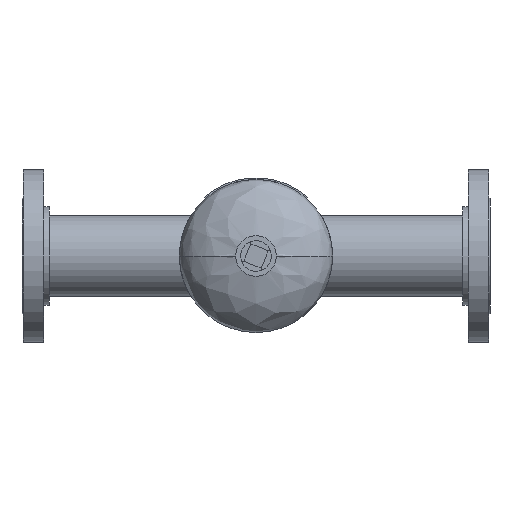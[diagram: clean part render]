
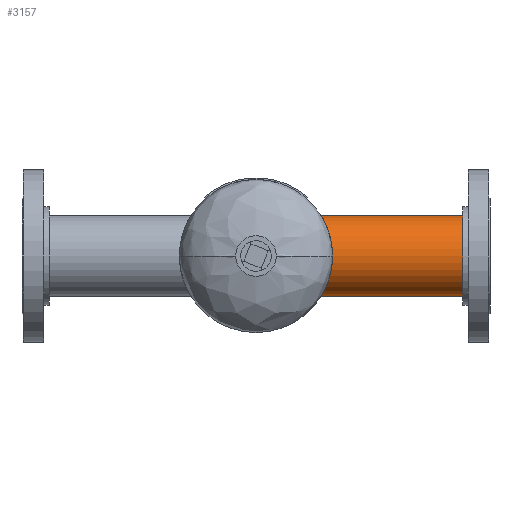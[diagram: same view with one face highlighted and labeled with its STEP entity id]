
A CAD part, front view. The second image highlights one B-rep face of the part: STEP entity #3157.
In plain terms, the highlighted cylindrical face has radius 44.45 mm (diameter 88.9 mm), a partial arc.
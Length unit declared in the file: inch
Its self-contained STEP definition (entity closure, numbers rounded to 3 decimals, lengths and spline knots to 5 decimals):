
#325 = VECTOR ( 'NONE', #2191, 39.37008 ) ;
#407 = ORIENTED_EDGE ( 'NONE', *, *, #5352, .T. ) ;
#589 = CARTESIAN_POINT ( 'NONE',  ( 0., 0., 1.75 ) ) ;
#638 = AXIS2_PLACEMENT_3D ( 'NONE', #4778, #4685, #4721 ) ;
#717 = VECTOR ( 'NONE', #3951, 39.37008 ) ;
#797 = FACE_OUTER_BOUND ( 'NONE', #2729, .T. ) ;
#878 = CARTESIAN_POINT ( 'NONE',  ( 0., 7.5, 0. ) ) ;
#1321 = EDGE_CURVE ( 'NONE', #4907, #5799, #5470, .T. ) ;
#1657 = LINE ( 'NONE', #5880, #325 ) ;
#1770 = VERTEX_POINT ( 'NONE', #589 ) ;
#1838 = CARTESIAN_POINT ( 'NONE',  ( 0., 7.5, 0. ) ) ;
#2115 = CIRCLE ( 'NONE', #2492, 1.75 ) ;
#2191 = DIRECTION ( 'NONE',  ( 0., -1., 0. ) ) ;
#2373 = AXIS2_PLACEMENT_3D ( 'NONE', #1838, #5654, #2786 ) ;
#2492 = AXIS2_PLACEMENT_3D ( 'NONE', #878, #4057, #5943 ) ;
#2627 = ORIENTED_EDGE ( 'NONE', *, *, #3090, .F. ) ;
#2729 = EDGE_LOOP ( 'NONE', ( #2627, #5345, #407, #3512 ) ) ;
#2786 = DIRECTION ( 'NONE',  ( 0., 0., -1. ) ) ;
#3090 = EDGE_CURVE ( 'NONE', #5125, #4907, #2115, .T. ) ;
#3157 = ADVANCED_FACE ( 'NONE', ( #797 ), #3873, .T. ) ;
#3512 = ORIENTED_EDGE ( 'NONE', *, *, #1321, .F. ) ;
#3514 = CARTESIAN_POINT ( 'NONE',  ( 0., 7.5, -1.75 ) ) ;
#3793 = EDGE_CURVE ( 'NONE', #5125, #1770, #1657, .T. ) ;
#3873 = CYLINDRICAL_SURFACE ( 'NONE', #2373, 1.75 ) ;
#3951 = DIRECTION ( 'NONE',  ( 0., -1., 0. ) ) ;
#4057 = DIRECTION ( 'NONE',  ( 0., 1., 0. ) ) ;
#4119 = CARTESIAN_POINT ( 'NONE',  ( 0., 0., -1.75 ) ) ;
#4541 = CARTESIAN_POINT ( 'NONE',  ( 0., 7.5, -1.75 ) ) ;
#4685 = DIRECTION ( 'NONE',  ( 0., 1., 0. ) ) ;
#4721 = DIRECTION ( 'NONE',  ( 0., 0., 1. ) ) ;
#4778 = CARTESIAN_POINT ( 'NONE',  ( 0., 0., 0. ) ) ;
#4907 = VERTEX_POINT ( 'NONE', #4541 ) ;
#5125 = VERTEX_POINT ( 'NONE', #5190 ) ;
#5190 = CARTESIAN_POINT ( 'NONE',  ( 0., 7.5, 1.75 ) ) ;
#5294 = CIRCLE ( 'NONE', #638, 1.75 ) ;
#5345 = ORIENTED_EDGE ( 'NONE', *, *, #3793, .T. ) ;
#5352 = EDGE_CURVE ( 'NONE', #1770, #5799, #5294, .T. ) ;
#5470 = LINE ( 'NONE', #3514, #717 ) ;
#5654 = DIRECTION ( 'NONE',  ( 0., -1., 0. ) ) ;
#5799 = VERTEX_POINT ( 'NONE', #4119 ) ;
#5880 = CARTESIAN_POINT ( 'NONE',  ( 0., 7.5, 1.75 ) ) ;
#5943 = DIRECTION ( 'NONE',  ( 0., 0., 1. ) ) ;
